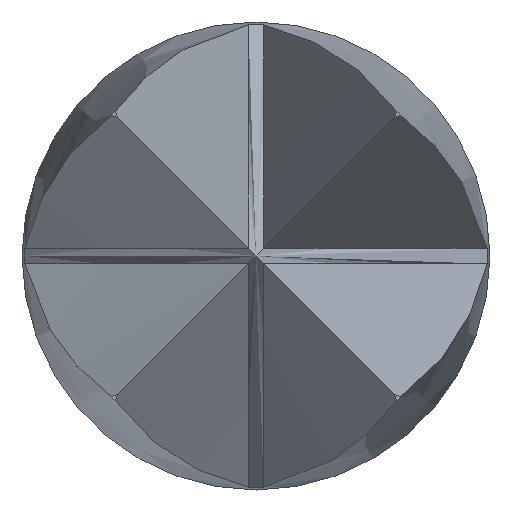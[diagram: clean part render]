
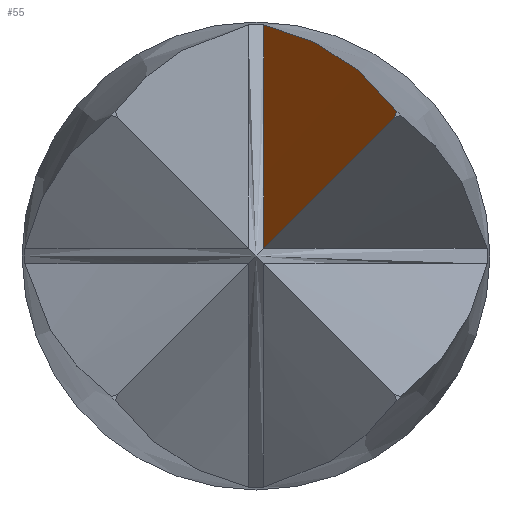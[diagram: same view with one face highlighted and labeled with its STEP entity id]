
A CAD part, left-side view. The second image highlights one B-rep face of the part: STEP entity #55.
In plain terms, the highlighted conical face has half-angle 60 degrees and reference radius 6.985 mm.
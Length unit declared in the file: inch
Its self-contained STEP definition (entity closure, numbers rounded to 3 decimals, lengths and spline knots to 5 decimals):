
#55 = ADVANCED_FACE ( 'NONE', ( #409 ), #623, .F. ) ;
#149 = CARTESIAN_POINT ( 'NONE',  ( -0.45, -0.01384, 0.01423 ) ) ;
#218 = ORIENTED_EDGE ( 'NONE', *, *, #527, .F. ) ;
#261 = CARTESIAN_POINT ( 'NONE',  ( -0.68775, -0.00075, 0.27426 ) ) ;
#262 = CARTESIAN_POINT ( 'NONE',  ( -0.4312, -0.00075, 0.00075 ) ) ;
#266 = DIRECTION ( 'NONE',  ( 0., 0., 1. ) ) ;
#275 = CARTESIAN_POINT ( 'NONE',  ( -0.45, -0.01384, 0.01423 ) ) ;
#326 = B_SPLINE_CURVE_WITH_KNOTS ( 'NONE', 3,
 ( #149, #632, #365, #354 ),
 .UNSPECIFIED., .F., .F.,
 ( 4, 4 ),
 ( 0.00075, 0.00077 ),
 .UNSPECIFIED. ) ;
#354 = CARTESIAN_POINT ( 'NONE',  ( -0.45, -0.01354, 0.01354 ) ) ;
#365 = CARTESIAN_POINT ( 'NONE',  ( -0.45, -0.01364, 0.01377 ) ) ;
#367 = CARTESIAN_POINT ( 'NONE',  ( -0.43746, -0.00502, 0.00502 ) ) ;
#409 = FACE_OUTER_BOUND ( 'NONE', #1281, .T. ) ;
#432 = B_SPLINE_CURVE_WITH_KNOTS ( 'NONE', 3,
 ( #275, #785, #1079, #555, #775, #986 ),
 .UNSPECIFIED., .F., .F.,
 ( 4, 2, 4 ),
 ( 0., 0.00055, 0.0011 ),
 .UNSPECIFIED. ) ;
#461 = CARTESIAN_POINT ( 'NONE',  ( -0.4312, -0.00075, 0.00075 ) ) ;
#497 = B_SPLINE_CURVE_WITH_KNOTS ( 'NONE', 3,
 ( #787, #996, #367, #262 ),
 .UNSPECIFIED., .F., .F.,
 ( 4, 4 ),
 ( 0., 0.00066 ),
 .UNSPECIFIED. ) ;
#505 = VERTEX_POINT ( 'NONE', #461 ) ;
#527 = EDGE_CURVE ( 'NONE', #1180, #505, #497, .T. ) ;
#555 = CARTESIAN_POINT ( 'NONE',  ( -0.42311, -0.00585, 0.02113 ) ) ;
#606 = CARTESIAN_POINT ( 'NONE',  ( -0.40962, -0.00075, 0.02273 ) ) ;
#623 = CONICAL_SURFACE ( 'NONE', #1054, 0.275, 1.047 ) ;
#632 = CARTESIAN_POINT ( 'NONE',  ( -0.45, -0.01374, 0.014 ) ) ;
#693 = ORIENTED_EDGE ( 'NONE', *, *, #943, .T. ) ;
#775 = CARTESIAN_POINT ( 'NONE',  ( -0.41635, -0.00341, 0.02216 ) ) ;
#785 = CARTESIAN_POINT ( 'NONE',  ( -0.44329, -0.01219, 0.0165 ) ) ;
#787 = CARTESIAN_POINT ( 'NONE',  ( -0.45, -0.01354, 0.01354 ) ) ;
#791 = VERTEX_POINT ( 'NONE', #606 ) ;
#794 = CARTESIAN_POINT ( 'NONE',  ( -0.45, -0.01354, 0.01354 ) ) ;
#827 = VERTEX_POINT ( 'NONE', #843 ) ;
#843 = CARTESIAN_POINT ( 'NONE',  ( -0.45, -0.01384, 0.01423 ) ) ;
#865 = DIRECTION ( 'NONE',  ( 0., 1., 0. ) ) ;
#888 = AXIS2_PLACEMENT_3D ( 'NONE', #261, #1284, #266 ) ;
#889 = CIRCLE ( 'NONE', #888, 0.375 ) ;
#911 = EDGE_CURVE ( 'NONE', #827, #1180, #326, .T. ) ;
#943 = EDGE_CURVE ( 'NONE', #791, #505, #889, .T. ) ;
#963 = ORIENTED_EDGE ( 'NONE', *, *, #911, .F. ) ;
#976 = DIRECTION ( 'NONE',  ( 0., 0., 1. ) ) ;
#986 = CARTESIAN_POINT ( 'NONE',  ( -0.40962, -0.00075, 0.02273 ) ) ;
#996 = CARTESIAN_POINT ( 'NONE',  ( -0.44372, -0.00929, 0.00929 ) ) ;
#1054 = AXIS2_PLACEMENT_3D ( 'NONE', #1185, #865, #976 ) ;
#1079 = CARTESIAN_POINT ( 'NONE',  ( -0.43658, -0.01024, 0.0183 ) ) ;
#1097 = ORIENTED_EDGE ( 'NONE', *, *, #1156, .T. ) ;
#1156 = EDGE_CURVE ( 'NONE', #827, #791, #432, .T. ) ;
#1180 = VERTEX_POINT ( 'NONE', #794 ) ;
#1185 = CARTESIAN_POINT ( 'NONE',  ( -0.68775, -0.05849, 0.27426 ) ) ;
#1281 = EDGE_LOOP ( 'NONE', ( #1097, #693, #218, #963 ) ) ;
#1284 = DIRECTION ( 'NONE',  ( 0., 1., 0. ) ) ;
